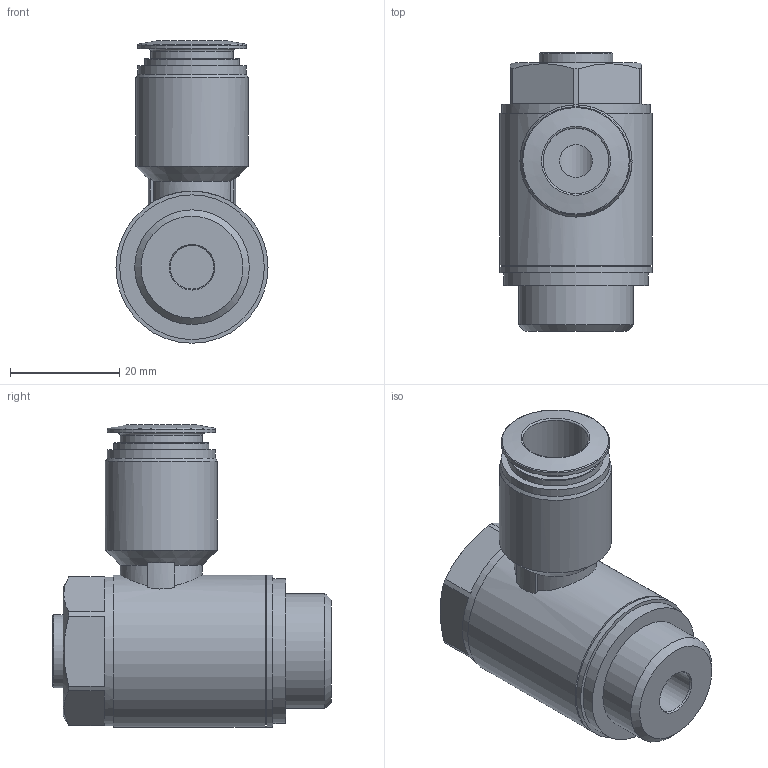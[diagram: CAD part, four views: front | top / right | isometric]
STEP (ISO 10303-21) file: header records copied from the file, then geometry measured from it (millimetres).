
FILE_DESCRIPTION(/* description */ ('STEP AP214'),/* implementation_level */ '2;1');
FILE_NAME(/* name */ '193152_GRLA-1_2-QS-12-D',/* time_stamp */ '2024-08-23T03:10:04+02:00',/* author */ ('License CC BY-ND 4.0'),/* organization */ ('CADENAS'),/* preprocessor_version */ 'ST-DEVELOPER v19.3',/* originating_system */ 'PARTsolutions',/* authorisation */ ' ');
FILE_SCHEMA (('AUTOMOTIVE_DESIGN {1 0 10303 214 3 1 1}'));
Length unit declared in the file: millimetre
Products named in the file (1): 193152 GRLA-1/2-QS-12-D
Bounding box: 27.8 x 50.95 x 55.3 mm (x, y, z)
Volume: 29943.1 mm3; surface area: 9666.5 mm2
Topology: 1 solids, 1 shells, 67 faces, 144 edges, 91 vertices
Faces by surface type: plane 34, cylinder 19, cone 10, torus 4
Full cylindrical faces by diameter (mm): 6 x1, 8 x1, 12 x1, 12.2 x1, 13.4 x1, 15 x1, 17.4 x1, 19.8 x2, 20.5 x1, 20.955 x1, 26.45 x1, 27.2 x1, 27.8 x2
Entity records: 2207 total; most frequent: CARTESIAN_POINT 366, DIRECTION 292, ORIENTED_EDGE 224, AXIS2_PLACEMENT_3D 131, EDGE_CURVE 112, EDGE_LOOP 110, FACE_BOUND 110, VERTEX_POINT 88
